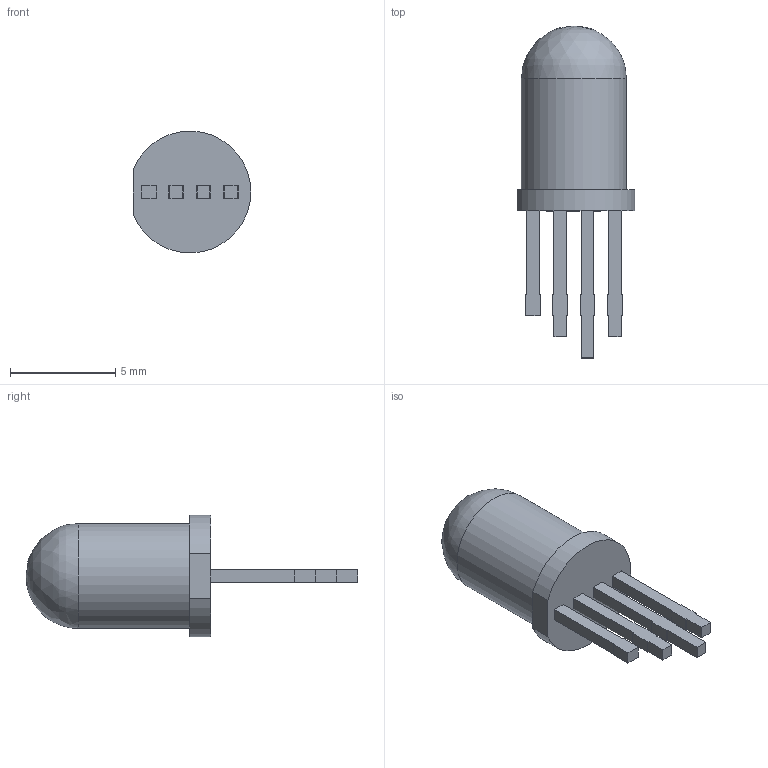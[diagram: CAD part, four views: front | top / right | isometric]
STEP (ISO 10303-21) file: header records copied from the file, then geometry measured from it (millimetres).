
FILE_DESCRIPTION(/* description */ ('STEP AP214'),/* implementation_level */ '2;1');
FILE_NAME(/* name */ 'Led_RGB_5mm.step',/* time_stamp */ '2024-08-26T19:45:00+02:00',/* author */ (''),/* organization */ (''),/* preprocessor_version */ 'ST-DEVELOPER v20',/* originating_system */ 'Autodesk Translation Framework v13.14.0.145',/* authorisation */ '');
FILE_SCHEMA (('AUTOMOTIVE_DESIGN { 1 0 10303 214 3 1 1 }'));
Length unit declared in the file: millimetre
Products named in the file (3): Led RGB 5mm; Lente^Led RGB 5mm; Terminais^Led RGB 5mm
Assembly tree (2 placements, depth 2):
  Led RGB 5mm
    Lente^Led RGB 5mm
    Terminais^Led RGB 5mm
Bounding box: 5.6 x 15.8 x 5.8 mm (x, y, z)
Volume: 172 mm3; surface area: 348.7 mm2
Topology: 9 solids, 9 shells, 160 faces, 397 edges, 262 vertices
Faces by surface type: plane 151, cone 6, cylinder 2, bspline 1
Full cylindrical faces by diameter (mm): 5 x1
Entity records: 4762 total; most frequent: CARTESIAN_POINT 858, ORIENTED_EDGE 794, DIRECTION 736, EDGE_CURVE 397, LINE 378, VECTOR 378, VERTEX_POINT 262, AXIS2_PLACEMENT_3D 179
